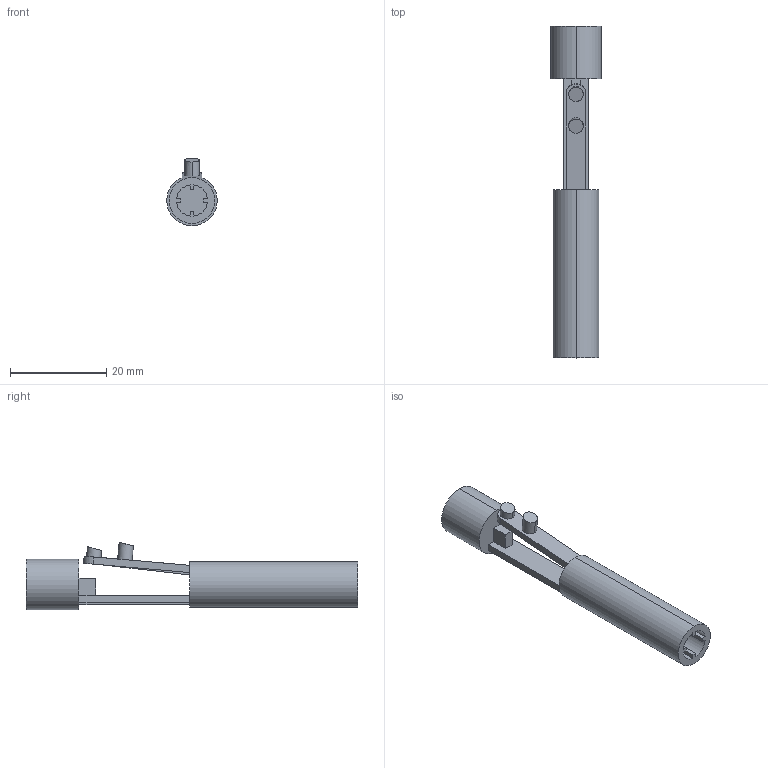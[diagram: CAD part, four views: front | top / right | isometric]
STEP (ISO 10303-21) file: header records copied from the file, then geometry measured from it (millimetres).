
FILE_DESCRIPTION (( 'STEP AP214' ), '1' );
FILE_NAME ('cap.STEP', '2022-11-13T21:16:57', ( '' ), ( '' ), 'SwSTEP 2.0', 'SolidWorks 2021', '' );
FILE_SCHEMA (( 'AUTOMOTIVE_DESIGN' ));
Length unit declared in the file: millimetre
Products named in the file (1): cap
Bounding box: 10.5 x 69 x 14.03 mm (x, y, z)
Volume: 2739.8 mm3; surface area: 3089.5 mm2
Topology: 1 solids, 1 shells, 54 faces, 138 edges, 92 vertices
Faces by surface type: plane 42, cylinder 12
Entity records: 1664 total; most frequent: CARTESIAN_POINT 297, ORIENTED_EDGE 276, DIRECTION 272, EDGE_CURVE 138, LINE 106, VECTOR 106, VERTEX_POINT 92, AXIS2_PLACEMENT_3D 83
